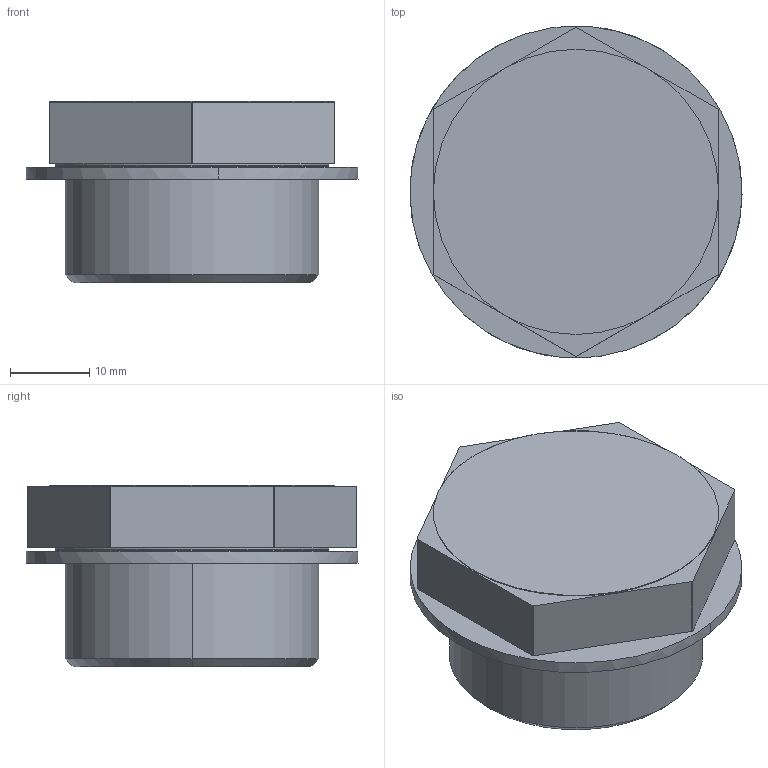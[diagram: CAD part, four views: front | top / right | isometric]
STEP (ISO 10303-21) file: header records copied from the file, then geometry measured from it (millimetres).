
FILE_DESCRIPTION(('CATIA V5 STEP Exchange','CAx-IF Rec.Pracs.--- Model Styling and Organization---1.4--- 2014-01-23'),'2;1');
FILE_NAME ('1932185-3_1', '2024-02-13T10:37:27+00:00', ('none'), ('Weidmueller'), 'CATIA Version 5-6 Release 2016 SP3 HF44', 'CATIA V5 STEP AP214', 'none');
FILE_SCHEMA(('AUTOMOTIVE_DESIGN { 1 0 10303 214 1 1 1 1 }'));
Length unit declared in the file: millimetre
Products named in the file (1): 2978990000_VP_M32_15_EX_CR_7J_BK
Bounding box: 41.9 x 41.9 x 22.9 mm (x, y, z)
Volume: 11959.4 mm3; surface area: 9832.9 mm2
Topology: 3 solids, 3 shells, 47 faces, 114 edges, 77 vertices
Faces by surface type: cylinder 24, plane 16, torus 4, cone 3
Entity records: 1492 total; most frequent: CARTESIAN_POINT 308, ORIENTED_EDGE 228, DIRECTION 205, EDGE_CURVE 114, AXIS2_PLACEMENT_3D 113, VERTEX_POINT 77, CIRCLE 65, EDGE_LOOP 53
